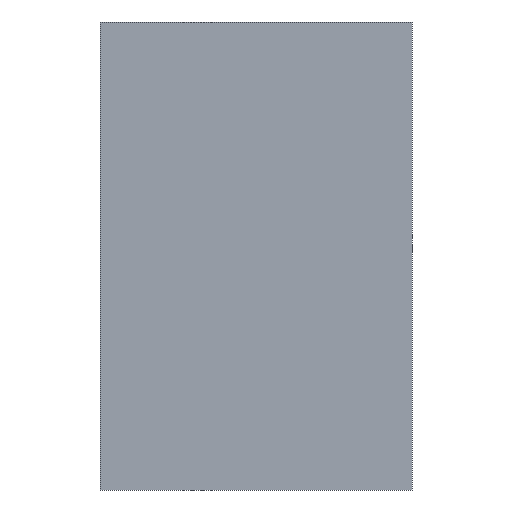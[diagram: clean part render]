
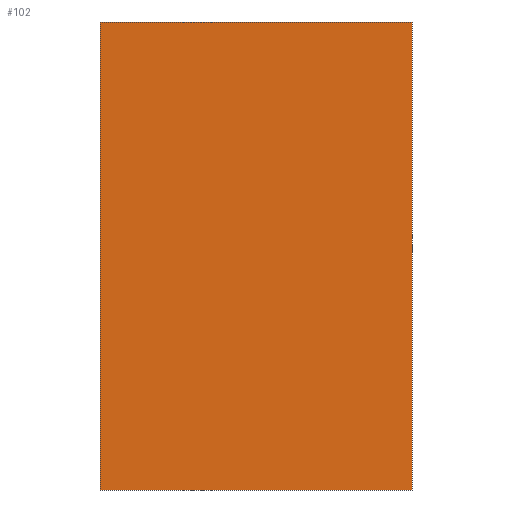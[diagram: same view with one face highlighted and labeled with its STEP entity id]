
A CAD part, front view. The second image highlights one B-rep face of the part: STEP entity #102.
In plain terms, the highlighted planar face has unit normal (0, -1, 0).
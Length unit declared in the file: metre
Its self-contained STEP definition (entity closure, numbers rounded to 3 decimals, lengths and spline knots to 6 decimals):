
#28=ORIENTED_EDGE('',*,*,#38,.F.);
#29=ORIENTED_EDGE('',*,*,#42,.T.);
#30=ORIENTED_EDGE('',*,*,#45,.T.);
#31=ORIENTED_EDGE('',*,*,#47,.F.);
#38=EDGE_CURVE('',#50,#51,#58,.T.);
#42=EDGE_CURVE('',#50,#53,#62,.T.);
#45=EDGE_CURVE('',#53,#55,#65,.T.);
#47=EDGE_CURVE('',#51,#55,#67,.T.);
#50=VERTEX_POINT('',#157);
#51=VERTEX_POINT('',#159);
#53=VERTEX_POINT('',#165);
#55=VERTEX_POINT('',#171);
#58=LINE('',#158,#70);
#62=LINE('',#166,#74);
#65=LINE('',#172,#77);
#67=LINE('',#175,#79);
#70=VECTOR('',#131,1.);
#74=VECTOR('',#137,1.);
#77=VECTOR('',#142,1.);
#79=VECTOR('',#146,1.);
#84=EDGE_LOOP('',(#28,#29,#30,#31));
#90=FACE_BOUND('',#84,.T.);
#96=PLANE('',#123);
#102=ADVANCED_FACE('',(#90),#96,.T.);
#123=AXIS2_PLACEMENT_3D('',#176,#147,#148);
#131=DIRECTION('',(0.,0.,-1.));
#137=DIRECTION('',(-1.,0.,0.));
#142=DIRECTION('',(0.,0.,-1.));
#146=DIRECTION('',(-1.,0.,0.));
#147=DIRECTION('',(0.,-1.,0.));
#148=DIRECTION('',(1.,0.,0.));
#157=CARTESIAN_POINT('',(0.364498,-0.0127,0.994975));
#158=CARTESIAN_POINT('',(0.364498,-0.0127,0.423475));
#159=CARTESIAN_POINT('',(0.364498,-0.0127,-0.148025));
#165=CARTESIAN_POINT('',(-0.397502,-0.0127,0.994975));
#166=CARTESIAN_POINT('',(-0.016502,-0.0127,0.994975));
#171=CARTESIAN_POINT('',(-0.397502,-0.0127,-0.148025));
#172=CARTESIAN_POINT('',(-0.397502,-0.0127,0.423475));
#175=CARTESIAN_POINT('',(-0.016502,-0.0127,-0.148025));
#176=CARTESIAN_POINT('',(-0.016502,-0.0127,0.423475));
